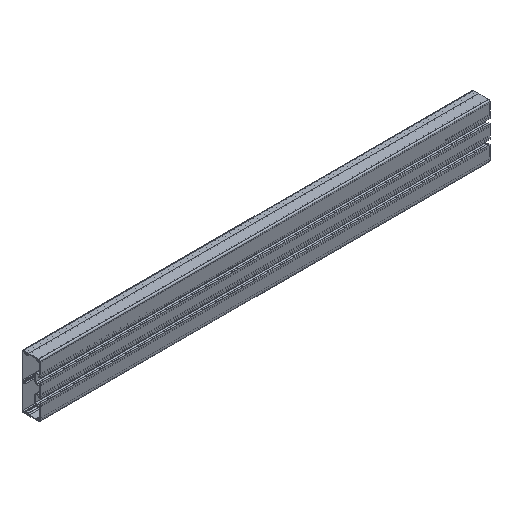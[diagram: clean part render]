
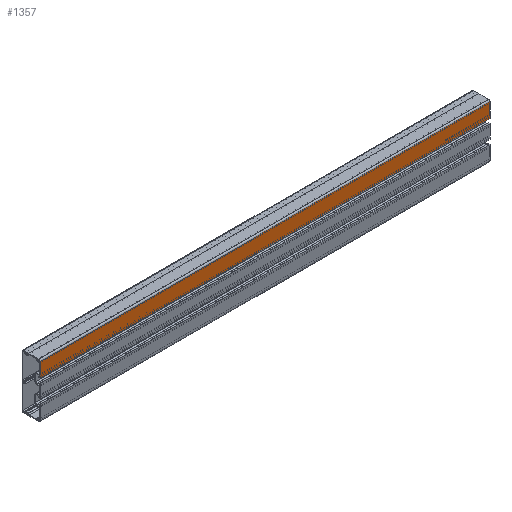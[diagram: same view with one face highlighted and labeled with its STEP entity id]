
A CAD part, isometric view. The second image highlights one B-rep face of the part: STEP entity #1357.
In plain terms, the highlighted planar face has unit normal (0, -1, 0).
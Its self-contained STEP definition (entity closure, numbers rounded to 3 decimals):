
#64 = DIRECTION ( 'NONE',  ( -1., 0., 0. ) ) ;
#126 = VERTEX_POINT ( 'NONE', #1503 ) ;
#130 = EDGE_LOOP ( 'NONE', ( #2110, #1163, #576, #2121 ) ) ;
#194 = LINE ( 'NONE', #502, #779 ) ;
#302 = DIRECTION ( 'NONE',  ( -1., 0., 0. ) ) ;
#316 = CARTESIAN_POINT ( 'NONE',  ( 1000., -20., 57. ) ) ;
#372 = LINE ( 'NONE', #952, #1448 ) ;
#427 = DIRECTION ( 'NONE',  ( 0., 0., -1. ) ) ;
#502 = CARTESIAN_POINT ( 'NONE',  ( 0., -20., 57. ) ) ;
#557 = VERTEX_POINT ( 'NONE', #316 ) ;
#576 = ORIENTED_EDGE ( 'NONE', *, *, #846, .F. ) ;
#599 = VECTOR ( 'NONE', #1035, 1000. ) ;
#779 = VECTOR ( 'NONE', #427, 1000. ) ;
#820 = AXIS2_PLACEMENT_3D ( 'NONE', #1602, #1092, #2675 ) ;
#846 = EDGE_CURVE ( 'NONE', #557, #126, #1261, .T. ) ;
#863 = EDGE_CURVE ( 'NONE', #1179, #1846, #194, .T. ) ;
#952 = CARTESIAN_POINT ( 'NONE',  ( 1000., -20., 25. ) ) ;
#1035 = DIRECTION ( 'NONE',  ( 0., 0., -1. ) ) ;
#1092 = DIRECTION ( 'NONE',  ( 0., 1., 0. ) ) ;
#1163 = ORIENTED_EDGE ( 'NONE', *, *, #3097, .F. ) ;
#1179 = VERTEX_POINT ( 'NONE', #3322 ) ;
#1223 = VECTOR ( 'NONE', #302, 1000. ) ;
#1261 = LINE ( 'NONE', #3466, #599 ) ;
#1357 = ADVANCED_FACE ( 'NONE', ( #3493 ), #1873, .F. ) ;
#1448 = VECTOR ( 'NONE', #64, 1000. ) ;
#1503 = CARTESIAN_POINT ( 'NONE',  ( 1000., -20., 25. ) ) ;
#1602 = CARTESIAN_POINT ( 'NONE',  ( 1000., -20., 57. ) ) ;
#1846 = VERTEX_POINT ( 'NONE', #2417 ) ;
#1873 = PLANE ( 'NONE',  #820 ) ;
#1918 = LINE ( 'NONE', #2990, #1223 ) ;
#2110 = ORIENTED_EDGE ( 'NONE', *, *, #863, .T. ) ;
#2121 = ORIENTED_EDGE ( 'NONE', *, *, #3012, .T. ) ;
#2417 = CARTESIAN_POINT ( 'NONE',  ( 0., -20., 25. ) ) ;
#2675 = DIRECTION ( 'NONE',  ( 0., 0., 1. ) ) ;
#2990 = CARTESIAN_POINT ( 'NONE',  ( 1000., -20., 57. ) ) ;
#3012 = EDGE_CURVE ( 'NONE', #557, #1179, #1918, .T. ) ;
#3097 = EDGE_CURVE ( 'NONE', #126, #1846, #372, .T. ) ;
#3322 = CARTESIAN_POINT ( 'NONE',  ( 0., -20., 57. ) ) ;
#3466 = CARTESIAN_POINT ( 'NONE',  ( 1000., -20., 57. ) ) ;
#3493 = FACE_OUTER_BOUND ( 'NONE', #130, .T. ) ;
